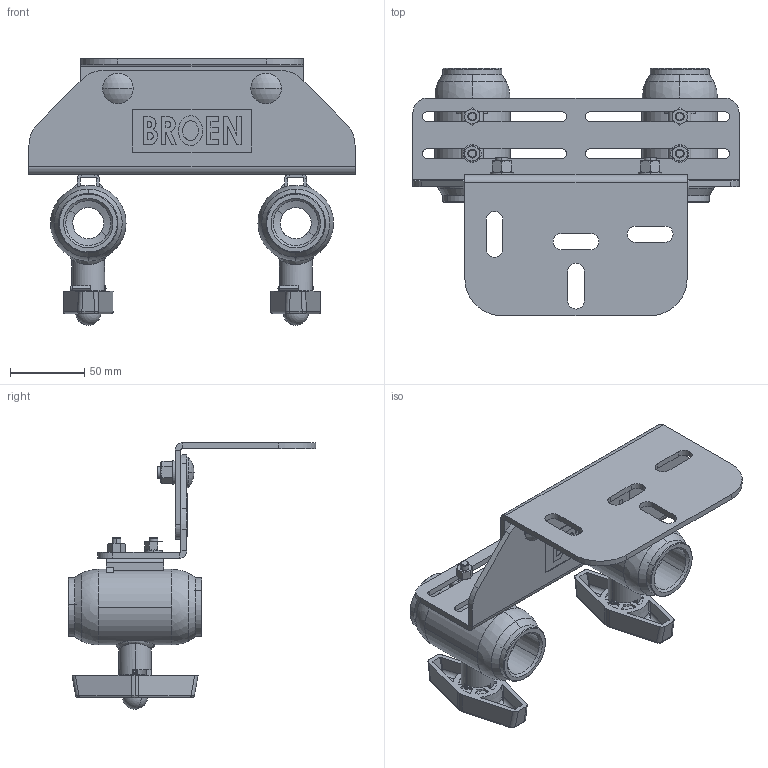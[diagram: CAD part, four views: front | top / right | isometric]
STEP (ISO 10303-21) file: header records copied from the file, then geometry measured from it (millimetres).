
FILE_DESCRIPTION (( 'STEP AP214' ), '1' );
FILE_NAME ('69300025 025.STEP', '2010-10-28T09:20:49', ( 'BROEN A/S' ), ( 'BROEN A/S' ), 'SwSTEP 2.0', 'SolidWorks 2009', '' );
FILE_SCHEMA (( 'AUTOMOTIVE_DESIGN' ));
Length unit declared in the file: millimetre
Products named in the file (1): 69300025 025
Bounding box: 220 x 167.1 x 179.8 mm (x, y, z)
Surface area: 181722.1 mm2 (no closed solid volume)
Topology: 0 solids, 52 shells, 657 faces, 1985 edges, 1302 vertices
Faces by surface type: plane 264, cylinder 193, cone 115, bspline 43, sphere 24, torus 18
Entity records: 40373 total; most frequent: CARTESIAN_POINT 16066, DIRECTION 3574, ORIENTED_EDGE 3261, EDGE_CURVE 1958, AXIS2_PLACEMENT_3D 1359, VERTEX_POINT 1302, VECTOR 856, LINE 856
